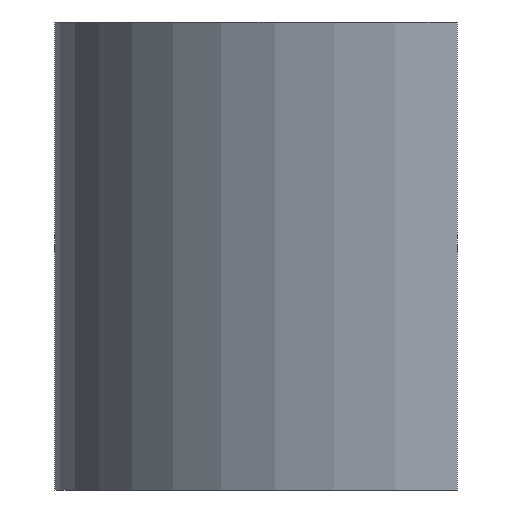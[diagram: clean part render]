
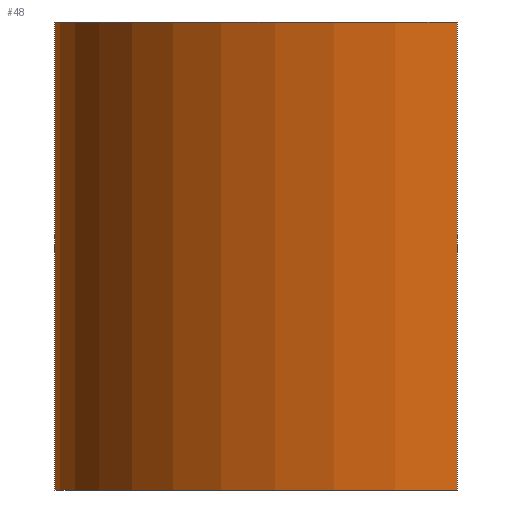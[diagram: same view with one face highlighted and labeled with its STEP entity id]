
A CAD part, left-side view. The second image highlights one B-rep face of the part: STEP entity #48.
In plain terms, the highlighted cylindrical face has radius 42 mm (diameter 84 mm), a partial arc.
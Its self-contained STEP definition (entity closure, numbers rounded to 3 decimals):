
#48=ADVANCED_FACE('',(#67),#68,.T.);
#67=FACE_OUTER_BOUND('',#101,.T.);
#68=CYLINDRICAL_SURFACE('',#102,42.0);
#101=EDGE_LOOP('',(#145,#146,#147,#148));
#102=AXIS2_PLACEMENT_3D('',#149,#150,#151);
#145=ORIENTED_EDGE('',*,*,#271,.F.);
#146=ORIENTED_EDGE('',*,*,#272,.T.);
#147=ORIENTED_EDGE('',*,*,#273,.F.);
#148=ORIENTED_EDGE('',*,*,#274,.T.);
#149=CARTESIAN_POINT('',(0.,0.,50.0));
#150=DIRECTION('',(0.0,0.0,-1.0));
#151=DIRECTION('',(0.0,-1.0,0.0));
#271=EDGE_CURVE('',#321,#322,#323,.T.);
#272=EDGE_CURVE('',#321,#324,#325,.T.);
#273=EDGE_CURVE('',#326,#324,#327,.T.);
#274=EDGE_CURVE('',#326,#322,#328,.T.);
#321=VERTEX_POINT('',#395);
#322=VERTEX_POINT('',#396);
#323=LINE('',#397,#398);
#324=VERTEX_POINT('',#399);
#325=CIRCLE('',#400,42.0);
#326=VERTEX_POINT('',#401);
#327=LINE('',#402,#403);
#328=CIRCLE('',#404,42.0);
#395=CARTESIAN_POINT('',(0.,42.0,0.0));
#396=CARTESIAN_POINT('',(0.,42.0,50.0));
#397=CARTESIAN_POINT('',(0.,42.0,50.0));
#398=VECTOR('',#487,1.0);
#399=CARTESIAN_POINT('',(-41.988,-1.,0.0));
#400=AXIS2_PLACEMENT_3D('',#488,#489,#490);
#401=CARTESIAN_POINT('',(-41.988,-1.,50.0));
#402=CARTESIAN_POINT('',(-41.988,-1.,50.0));
#403=VECTOR('',#491,1.0);
#404=AXIS2_PLACEMENT_3D('',#492,#493,#494);
#487=DIRECTION('',(-0.0,-0.0,1.0));
#488=CARTESIAN_POINT('',(0.,0.,0.0));
#489=DIRECTION('',(0.0,0.0,1.0));
#490=DIRECTION('',(0.0,-1.0,0.0));
#491=DIRECTION('',(0.0,0.0,-1.0));
#492=CARTESIAN_POINT('',(0.,0.,50.0));
#493=DIRECTION('',(-0.0,-0.0,-1.0));
#494=DIRECTION('',(0.0,-1.0,0.0));
